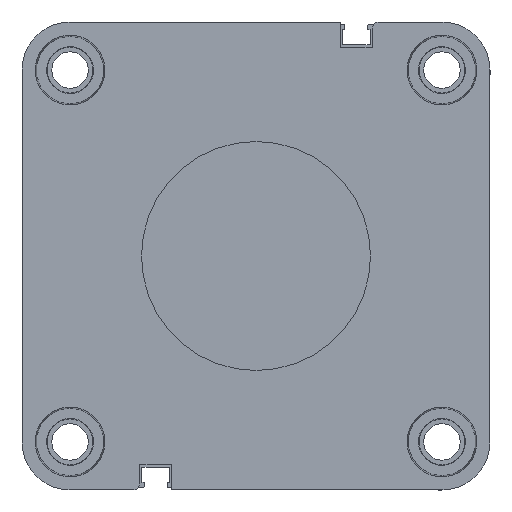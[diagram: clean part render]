
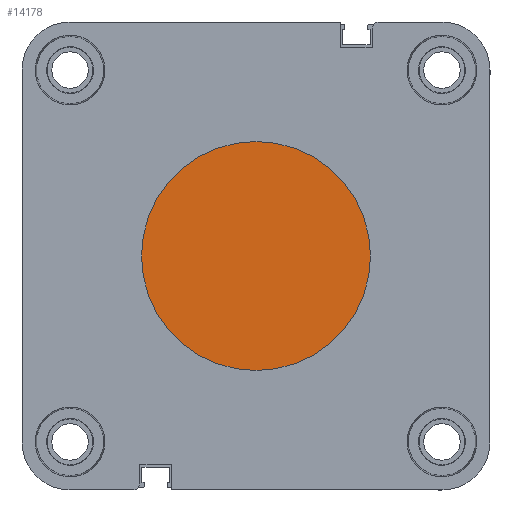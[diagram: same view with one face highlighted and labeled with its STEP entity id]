
A CAD part, left-side view. The second image highlights one B-rep face of the part: STEP entity #14178.
In plain terms, the highlighted planar face has unit normal (-1, 0, 0).
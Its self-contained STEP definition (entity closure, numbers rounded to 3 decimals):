
#198 = CARTESIAN_POINT ( 'NONE',  ( 0., 0., 27.4 ) ) ;
#512 = AXIS2_PLACEMENT_3D ( 'NONE', #13758, #12690, #4544 ) ;
#559 = FACE_OUTER_BOUND ( 'NONE', #3337, .T. ) ;
#685 = AXIS2_PLACEMENT_3D ( 'NONE', #10126, #12438, #14825 ) ;
#3337 = EDGE_LOOP ( 'NONE', ( #12529, #8868 ) ) ;
#4544 = DIRECTION ( 'NONE',  ( 0., 0., 1. ) ) ;
#4758 = EDGE_CURVE ( 'NONE', #5973, #6792, #6810, .T. ) ;
#5973 = VERTEX_POINT ( 'NONE', #9858 ) ;
#6792 = VERTEX_POINT ( 'NONE', #198 ) ;
#6810 = CIRCLE ( 'NONE', #14218, 27.4 ) ;
#8088 = EDGE_CURVE ( 'NONE', #6792, #5973, #8746, .T. ) ;
#8746 = CIRCLE ( 'NONE', #685, 27.4 ) ;
#8868 = ORIENTED_EDGE ( 'NONE', *, *, #4758, .T. ) ;
#9067 = CARTESIAN_POINT ( 'NONE',  ( 0., 0., 0. ) ) ;
#9858 = CARTESIAN_POINT ( 'NONE',  ( 0., 0., -27.4 ) ) ;
#10126 = CARTESIAN_POINT ( 'NONE',  ( 0., 0., 0. ) ) ;
#10177 = DIRECTION ( 'NONE',  ( 0., 0., 1. ) ) ;
#10210 = PLANE ( 'NONE',  #512 ) ;
#11451 = DIRECTION ( 'NONE',  ( -1., 0., 0. ) ) ;
#12438 = DIRECTION ( 'NONE',  ( -1., 0., 0. ) ) ;
#12529 = ORIENTED_EDGE ( 'NONE', *, *, #8088, .T. ) ;
#12690 = DIRECTION ( 'NONE',  ( -1., 0., 0. ) ) ;
#13758 = CARTESIAN_POINT ( 'NONE',  ( 0., 0., 0. ) ) ;
#14178 = ADVANCED_FACE ( 'NONE', ( #559 ), #10210, .T. ) ;
#14218 = AXIS2_PLACEMENT_3D ( 'NONE', #9067, #11451, #10177 ) ;
#14825 = DIRECTION ( 'NONE',  ( 0., 0., 1. ) ) ;
